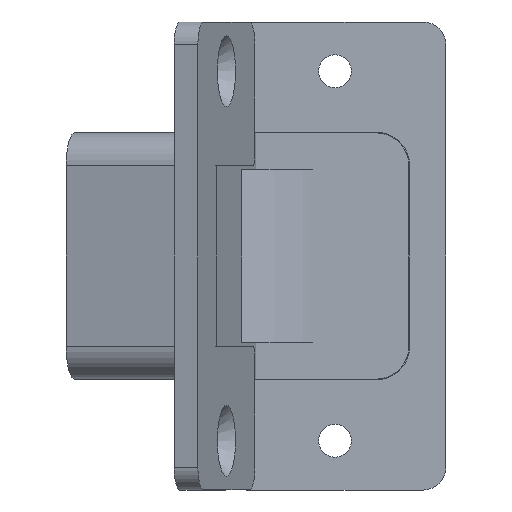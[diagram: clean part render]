
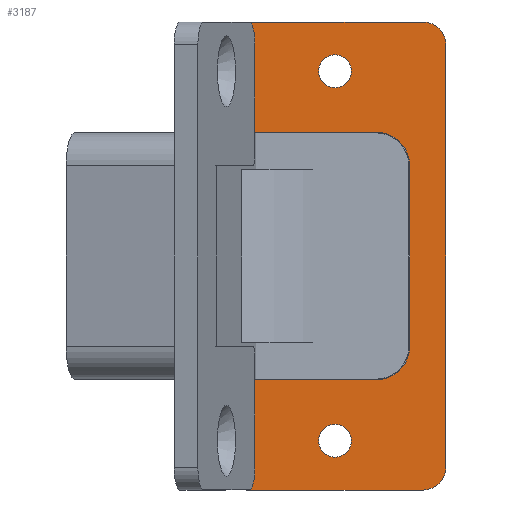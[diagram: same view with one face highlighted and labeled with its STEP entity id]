
A CAD part, front view. The second image highlights one B-rep face of the part: STEP entity #3187.
In plain terms, the highlighted planar face has unit normal (0, -1, 0).
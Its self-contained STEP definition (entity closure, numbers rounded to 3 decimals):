
#105=FACE_BOUND('',#445,.T.);
#106=FACE_BOUND('',#446,.T.);
#139=CIRCLE('',#3392,2.75);
#140=CIRCLE('',#3393,2.75);
#141=CIRCLE('',#3394,2.75);
#142=CIRCLE('',#3395,2.75);
#143=CIRCLE('',#3396,4.);
#144=CIRCLE('',#3397,4.);
#145=CIRCLE('',#3398,2.);
#146=CIRCLE('',#3399,2.);
#257=FACE_OUTER_BOUND('',#444,.T.);
#444=EDGE_LOOP('',(#2244,#2245,#2246,#2247,#2248,#2249,#2250,#2251,#2252,
#2253,#2254,#2255,#2256,#2257));
#445=EDGE_LOOP('',(#2258));
#446=EDGE_LOOP('',(#2259));
#666=LINE('',#4725,#1014);
#678=LINE('',#4752,#1026);
#679=LINE('',#4756,#1027);
#680=LINE('',#4760,#1028);
#681=LINE('',#4764,#1029);
#682=LINE('',#4767,#1030);
#683=LINE('',#4769,#1031);
#684=LINE('',#4773,#1032);
#1014=VECTOR('',#3782,1.);
#1026=VECTOR('',#3802,1.);
#1027=VECTOR('',#3805,1.);
#1028=VECTOR('',#3808,1.);
#1029=VECTOR('',#3811,1.);
#1030=VECTOR('',#3814,1.);
#1031=VECTOR('',#3815,1.);
#1032=VECTOR('',#3818,1.);
#1359=VERTEX_POINT('',#4722);
#1360=VERTEX_POINT('',#4724);
#1366=VERTEX_POINT('',#4739);
#1371=VERTEX_POINT('',#4751);
#1372=VERTEX_POINT('',#4753);
#1373=VERTEX_POINT('',#4755);
#1374=VERTEX_POINT('',#4757);
#1375=VERTEX_POINT('',#4759);
#1376=VERTEX_POINT('',#4761);
#1377=VERTEX_POINT('',#4763);
#1378=VERTEX_POINT('',#4765);
#1379=VERTEX_POINT('',#4768);
#1380=VERTEX_POINT('',#4770);
#1381=VERTEX_POINT('',#4772);
#1382=VERTEX_POINT('',#4775);
#1383=VERTEX_POINT('',#4777);
#1694=EDGE_CURVE('',#1360,#1359,#666,.F.);
#1708=EDGE_CURVE('',#1371,#1360,#678,.T.);
#1709=EDGE_CURVE('',#1359,#1372,#139,.F.);
#1710=EDGE_CURVE('',#1372,#1373,#679,.F.);
#1711=EDGE_CURVE('',#1374,#1373,#140,.T.);
#1712=EDGE_CURVE('',#1374,#1375,#680,.F.);
#1713=EDGE_CURVE('',#1376,#1375,#141,.T.);
#1714=EDGE_CURVE('',#1376,#1377,#681,.F.);
#1715=EDGE_CURVE('',#1377,#1378,#142,.F.);
#1716=EDGE_CURVE('',#1378,#1366,#682,.F.);
#1717=EDGE_CURVE('',#1366,#1379,#683,.T.);
#1718=EDGE_CURVE('',#1380,#1379,#143,.F.);
#1719=EDGE_CURVE('',#1380,#1381,#684,.F.);
#1720=EDGE_CURVE('',#1371,#1381,#144,.F.);
#1721=EDGE_CURVE('',#1382,#1382,#145,.F.);
#1722=EDGE_CURVE('',#1383,#1383,#146,.F.);
#2244=ORIENTED_EDGE('',*,*,#1708,.T.);
#2245=ORIENTED_EDGE('',*,*,#1694,.T.);
#2246=ORIENTED_EDGE('',*,*,#1709,.T.);
#2247=ORIENTED_EDGE('',*,*,#1710,.T.);
#2248=ORIENTED_EDGE('',*,*,#1711,.F.);
#2249=ORIENTED_EDGE('',*,*,#1712,.T.);
#2250=ORIENTED_EDGE('',*,*,#1713,.F.);
#2251=ORIENTED_EDGE('',*,*,#1714,.T.);
#2252=ORIENTED_EDGE('',*,*,#1715,.T.);
#2253=ORIENTED_EDGE('',*,*,#1716,.T.);
#2254=ORIENTED_EDGE('',*,*,#1717,.T.);
#2255=ORIENTED_EDGE('',*,*,#1718,.F.);
#2256=ORIENTED_EDGE('',*,*,#1719,.T.);
#2257=ORIENTED_EDGE('',*,*,#1720,.F.);
#2258=ORIENTED_EDGE('',*,*,#1721,.T.);
#2259=ORIENTED_EDGE('',*,*,#1722,.T.);
#3061=PLANE('',#3391);
#3187=ADVANCED_FACE('',(#257,#105,#106),#3061,.F.);
#3391=AXIS2_PLACEMENT_3D('',#4750,#3800,#3801);
#3392=AXIS2_PLACEMENT_3D('',#4754,#3803,#3804);
#3393=AXIS2_PLACEMENT_3D('',#4758,#3806,#3807);
#3394=AXIS2_PLACEMENT_3D('',#4762,#3809,#3810);
#3395=AXIS2_PLACEMENT_3D('',#4766,#3812,#3813);
#3396=AXIS2_PLACEMENT_3D('',#4771,#3816,#3817);
#3397=AXIS2_PLACEMENT_3D('',#4774,#3819,#3820);
#3398=AXIS2_PLACEMENT_3D('',#4776,#3821,#3822);
#3399=AXIS2_PLACEMENT_3D('',#4778,#3823,#3824);
#3782=DIRECTION('',(0.,0.,1.));
#3800=DIRECTION('center_axis',(0.,1.,0.));
#3801=DIRECTION('ref_axis',(-1.,0.,0.));
#3802=DIRECTION('',(-1.,0.,0.));
#3803=DIRECTION('center_axis',(0.,1.,0.));
#3804=DIRECTION('ref_axis',(-0.707,0.,-0.707));
#3805=DIRECTION('',(-1.,0.,0.));
#3806=DIRECTION('center_axis',(0.,1.,0.));
#3807=DIRECTION('ref_axis',(0.707,0.,-0.707));
#3808=DIRECTION('',(0.,0.,-1.));
#3809=DIRECTION('center_axis',(0.,1.,0.));
#3810=DIRECTION('ref_axis',(0.707,0.,0.707));
#3811=DIRECTION('',(1.,0.,0.));
#3812=DIRECTION('center_axis',(0.,1.,0.));
#3813=DIRECTION('ref_axis',(-0.707,0.,0.707));
#3814=DIRECTION('',(0.,0.,1.));
#3815=DIRECTION('',(1.,0.,0.));
#3816=DIRECTION('center_axis',(0.,1.,0.));
#3817=DIRECTION('ref_axis',(1.,0.,0.));
#3818=DIRECTION('',(0.,0.,1.));
#3819=DIRECTION('center_axis',(0.,1.,0.));
#3820=DIRECTION('ref_axis',(1.,0.,0.));
#3821=DIRECTION('center_axis',(0.,-1.,0.));
#3822=DIRECTION('ref_axis',(1.,0.,0.));
#3823=DIRECTION('center_axis',(0.,-1.,0.));
#3824=DIRECTION('ref_axis',(1.,0.,0.));
#4722=CARTESIAN_POINT('',(4.501,-21.006,-25.75));
#4724=CARTESIAN_POINT('',(4.501,-21.006,-15.));
#4725=CARTESIAN_POINT('',(4.501,-21.006,-6.5));
#4739=CARTESIAN_POINT('',(4.501,-21.006,15.));
#4750=CARTESIAN_POINT('Origin',(18.001,-21.006,1.));
#4751=CARTESIAN_POINT('',(22.999,-21.006,-15.));
#4752=CARTESIAN_POINT('',(13.073,-21.006,-15.));
#4753=CARTESIAN_POINT('',(7.251,-21.006,-28.5));
#4754=CARTESIAN_POINT('Origin',(7.251,-21.006,-25.75));
#4755=CARTESIAN_POINT('',(28.751,-21.006,-28.5));
#4756=CARTESIAN_POINT('',(12.501,-21.006,-28.5));
#4757=CARTESIAN_POINT('',(31.501,-21.006,-25.75));
#4758=CARTESIAN_POINT('Origin',(28.751,-21.006,-25.75));
#4759=CARTESIAN_POINT('',(31.501,-21.006,25.75));
#4760=CARTESIAN_POINT('',(31.501,-21.006,0.5));
#4761=CARTESIAN_POINT('',(28.751,-21.006,28.5));
#4762=CARTESIAN_POINT('Origin',(28.751,-21.006,25.75));
#4763=CARTESIAN_POINT('',(7.251,-21.006,28.5));
#4764=CARTESIAN_POINT('',(12.501,-21.006,28.5));
#4765=CARTESIAN_POINT('',(4.501,-21.006,25.75));
#4766=CARTESIAN_POINT('Origin',(7.251,-21.006,25.75));
#4767=CARTESIAN_POINT('',(4.501,-21.006,-6.5));
#4768=CARTESIAN_POINT('',(22.999,-21.006,15.));
#4769=CARTESIAN_POINT('',(13.073,-21.006,15.));
#4770=CARTESIAN_POINT('',(26.999,-21.006,11.));
#4771=CARTESIAN_POINT('Origin',(22.999,-21.006,11.));
#4772=CARTESIAN_POINT('',(26.999,-21.006,-11.));
#4773=CARTESIAN_POINT('',(26.999,-21.006,-7.));
#4774=CARTESIAN_POINT('Origin',(22.999,-21.006,-11.));
#4775=CARTESIAN_POINT('',(16.001,-21.006,-22.5));
#4776=CARTESIAN_POINT('Origin',(18.001,-21.006,-22.5));
#4777=CARTESIAN_POINT('',(16.001,-21.006,22.5));
#4778=CARTESIAN_POINT('Origin',(18.001,-21.006,22.5));
